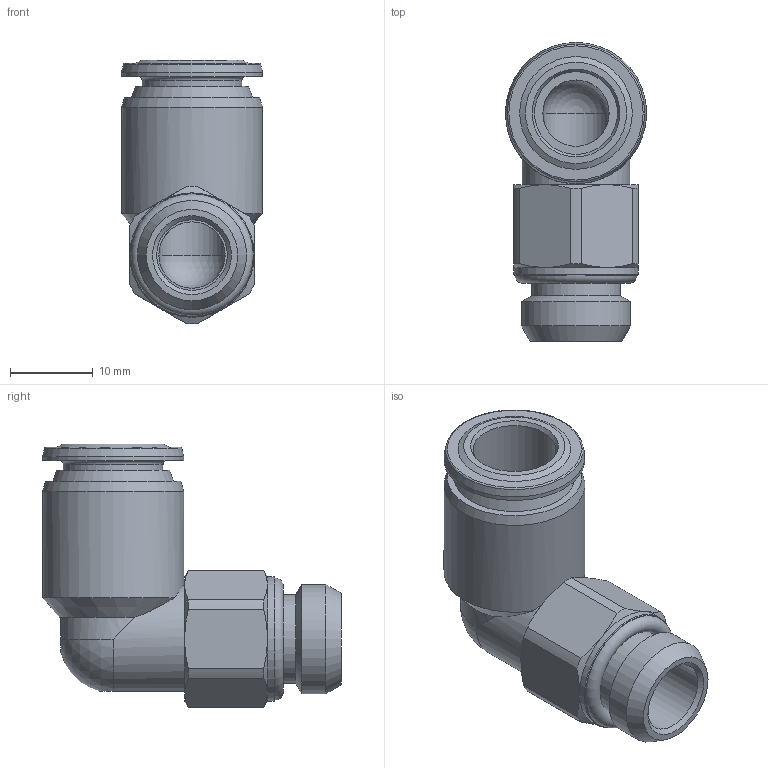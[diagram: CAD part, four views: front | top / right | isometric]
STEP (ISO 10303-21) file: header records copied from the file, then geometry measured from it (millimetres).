
FILE_DESCRIPTION(/* description */ ('STEP AP214'),/* implementation_level */ '2;1');
FILE_NAME(/* name */ '8085685_NPQR-L-G14-Q10',/* time_stamp */ '2024-09-13T08:40:12+02:00',/* author */ ('License CC BY-ND 4.0'),/* organization */ ('CADENAS'),/* preprocessor_version */ 'ST-DEVELOPER v19.3',/* originating_system */ 'PARTsolutions',/* authorisation */ ' ');
FILE_SCHEMA (('AUTOMOTIVE_DESIGN {1 0 10303 214 3 1 1}'));
Length unit declared in the file: millimetre
Products named in the file (1): 8085685 NPQR-L-G14-Q10---(high)
Bounding box: 17 x 36 x 31.8 mm (x, y, z)
Volume: 5724 mm3; surface area: 4311 mm2
Topology: 1 solids, 1 shells, 65 faces, 140 edges, 84 vertices
Faces by surface type: cone 22, cylinder 19, plane 19, torus 3, sphere 2
Full cylindrical faces by diameter (mm): 8 x2, 8.5 x1, 10 x1, 10.7 x1, 12 x1, 13.157 x1, 15 x1, 17 x2
Entity records: 2132 total; most frequent: CARTESIAN_POINT 347, DIRECTION 288, ORIENTED_EDGE 228, AXIS2_PLACEMENT_3D 135, EDGE_CURVE 114, EDGE_LOOP 97, FACE_BOUND 97, VERTEX_POINT 81
